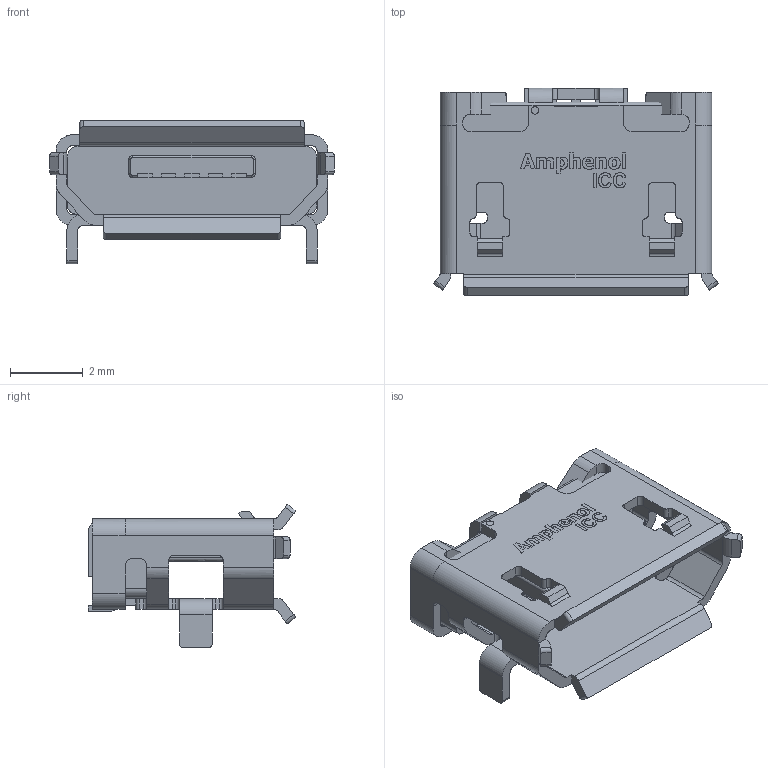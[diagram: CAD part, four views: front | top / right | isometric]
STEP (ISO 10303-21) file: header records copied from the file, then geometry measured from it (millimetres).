
FILE_DESCRIPTION(/* description */ (''),/* implementation_level */ '2;1');
FILE_NAME(/* name */ 'Amphenol 10118193-0001LF.stp',/* time_stamp */ '2020-05-08T23:00:46-04:00',/* author */ ('Ricardo'),/* organization */ (''),/* preprocessor_version */ 'ST-DEVELOPER v18.1',/* originating_system */ 'Autodesk Inventor 2020',/* authorisation */ '');
FILE_SCHEMA (('AUTOMOTIVE_DESIGN { 1 0 10303 214 3 1 1 }'));
Length unit declared in the file: millimetre
Products named in the file (5): Amphenol 10118193-0001LF; shell; int; pins; logo
Assembly tree (4 placements, depth 2):
  Amphenol 10118193-0001LF
    shell
    int
    pins
    logo
Bounding box: 7.86 x 5.73 x 3.96 mm (x, y, z)
Volume: 48.4 mm3; surface area: 292.8 mm2
Topology: 25 solids, 25 shells, 566 faces, 1547 edges, 1026 vertices
Faces by surface type: plane 338, bspline 187, cylinder 41
Full cylindrical faces by diameter (mm): 0.208 x1
Entity records: 23219 total; most frequent: CARTESIAN_POINT 9841, ORIENTED_EDGE 3094, DIRECTION 2058, EDGE_CURVE 1547, LINE 1082, VECTOR 1082, VERTEX_POINT 1026, EDGE_LOOP 579
